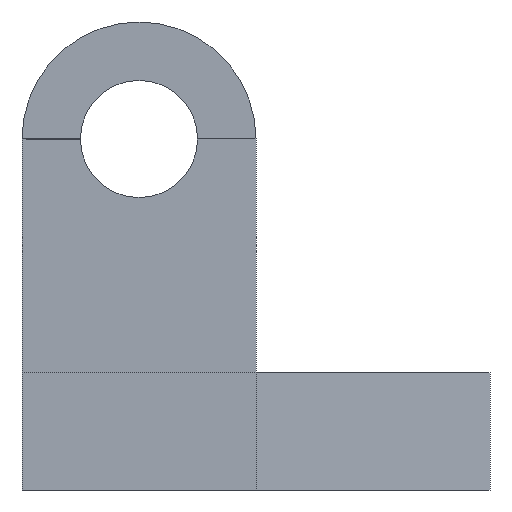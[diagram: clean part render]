
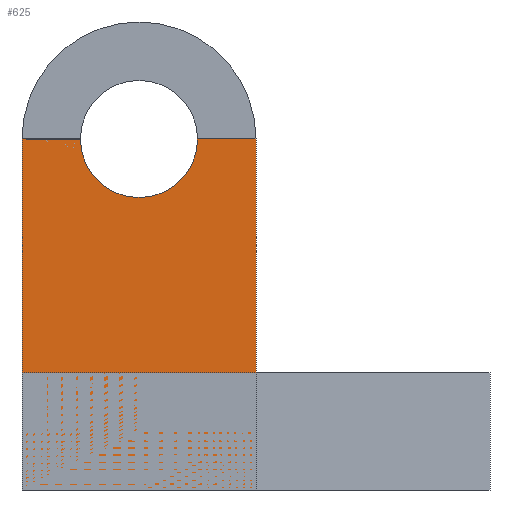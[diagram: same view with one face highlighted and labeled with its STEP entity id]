
A CAD part, left-side view. The second image highlights one B-rep face of the part: STEP entity #625.
In plain terms, the highlighted planar face has unit normal (-1, 0, 0).
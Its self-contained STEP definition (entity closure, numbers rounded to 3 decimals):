
#18=CIRCLE('',#676,5.);
#67=FACE_OUTER_BOUND('',#103,.T.);
#103=EDGE_LOOP('',(#469,#470,#471,#472,#473,#474));
#160=LINE('',#957,#232);
#161=LINE('',#959,#233);
#162=LINE('',#961,#234);
#163=LINE('',#963,#235);
#164=LINE('',#964,#236);
#232=VECTOR('',#779,10.);
#233=VECTOR('',#780,10.);
#234=VECTOR('',#781,10.);
#235=VECTOR('',#782,10.);
#236=VECTOR('',#783,10.);
#289=VERTEX_POINT('',#927);
#290=VERTEX_POINT('',#929);
#300=VERTEX_POINT('',#956);
#301=VERTEX_POINT('',#958);
#302=VERTEX_POINT('',#960);
#303=VERTEX_POINT('',#962);
#351=EDGE_CURVE('',#290,#289,#18,.T.);
#364=EDGE_CURVE('',#300,#289,#160,.T.);
#365=EDGE_CURVE('',#301,#300,#161,.T.);
#366=EDGE_CURVE('',#302,#301,#162,.T.);
#367=EDGE_CURVE('',#302,#303,#163,.T.);
#368=EDGE_CURVE('',#290,#303,#164,.T.);
#469=ORIENTED_EDGE('',*,*,#351,.T.);
#470=ORIENTED_EDGE('',*,*,#364,.F.);
#471=ORIENTED_EDGE('',*,*,#365,.F.);
#472=ORIENTED_EDGE('',*,*,#366,.F.);
#473=ORIENTED_EDGE('',*,*,#367,.T.);
#474=ORIENTED_EDGE('',*,*,#368,.F.);
#593=PLANE('',#682);
#625=ADVANCED_FACE('',(#67),#593,.T.);
#676=AXIS2_PLACEMENT_3D('',#930,#755,#756);
#682=AXIS2_PLACEMENT_3D('',#955,#777,#778);
#755=DIRECTION('center_axis',(1.,0.,0.));
#756=DIRECTION('ref_axis',(0.,1.,0.));
#777=DIRECTION('center_axis',(-1.,0.,0.));
#778=DIRECTION('ref_axis',(0.,-1.,0.));
#779=DIRECTION('',(0.,-1.,0.));
#780=DIRECTION('',(0.,0.,1.));
#781=DIRECTION('',(0.,1.,0.));
#782=DIRECTION('',(0.,0.,1.));
#783=DIRECTION('',(0.,-1.,0.));
#927=CARTESIAN_POINT('',(0.,35.,30.));
#929=CARTESIAN_POINT('',(0.,25.,30.));
#930=CARTESIAN_POINT('Origin',(0.,30.,30.));
#955=CARTESIAN_POINT('Origin',(0.,40.,0.));
#956=CARTESIAN_POINT('',(0.,40.,30.));
#957=CARTESIAN_POINT('',(0.,20.,30.));
#958=CARTESIAN_POINT('',(0.,40.,0.));
#959=CARTESIAN_POINT('',(0.,40.,0.));
#960=CARTESIAN_POINT('',(0.,20.,0.));
#961=CARTESIAN_POINT('',(0.,20.,0.));
#962=CARTESIAN_POINT('',(0.,20.,30.));
#963=CARTESIAN_POINT('',(0.,20.,0.));
#964=CARTESIAN_POINT('',(0.,20.,30.));
